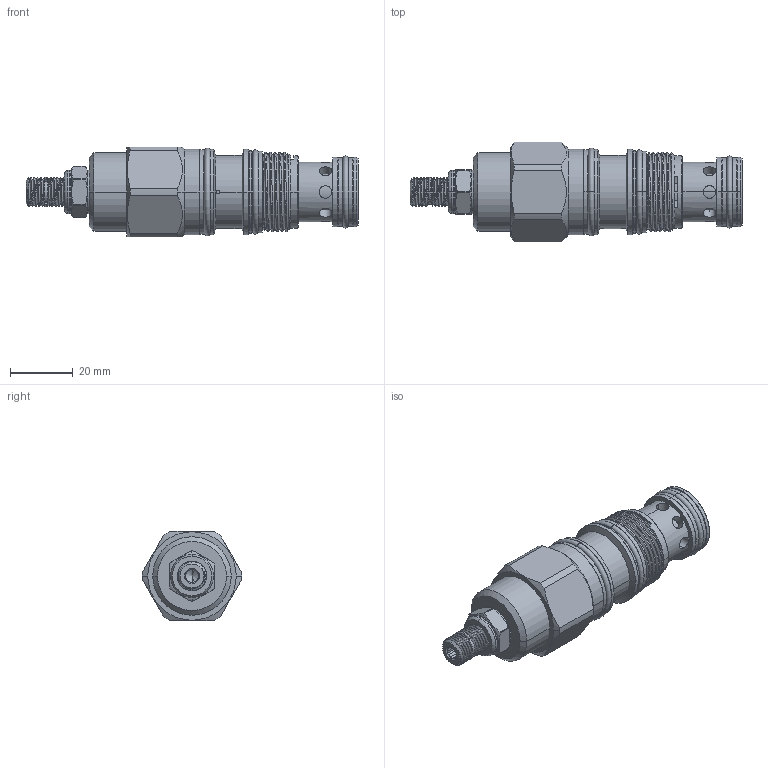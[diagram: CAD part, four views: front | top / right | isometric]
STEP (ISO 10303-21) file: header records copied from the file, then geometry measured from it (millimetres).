
FILE_DESCRIPTION (( 'STEP AP203' ), '1' );
FILE_NAME ('SQ2A30-L.STEP', '2020-03-25T02:10:14', ( '' ), ( '' ), 'SwSTEP 2.0', 'SolidWorks 2018', '' );
FILE_SCHEMA (( 'CONFIG_CONTROL_DESIGN' ));
Products named in the file (1): SQ2A30-L
Bounding box: 105.84 x 31.8 x 28.57 mm (x, y, z)
Volume: 43790.7 mm3; surface area: 12924.1 mm2
Topology: 4 solids, 4 shells, 705 faces, 1942 edges, 1241 vertices
Faces by surface type: cylinder 544, plane 59, cone 51, torus 42, bspline 5, sphere 4
Entity records: 53195 total; most frequent: CARTESIAN_POINT 36130, ORIENTED_EDGE 3880, DIRECTION 2746, EDGE_CURVE 1940, VERTEX_POINT 1241, EDGE_LOOP 1103, AXIS2_PLACEMENT_3D 1059, B_SPLINE_CURVE_WITH_KNOTS 887
